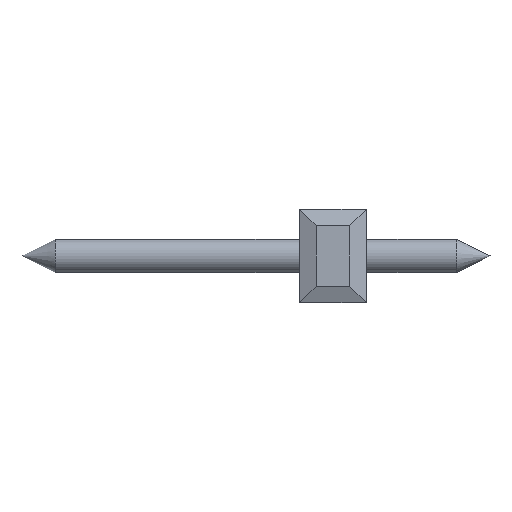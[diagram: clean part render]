
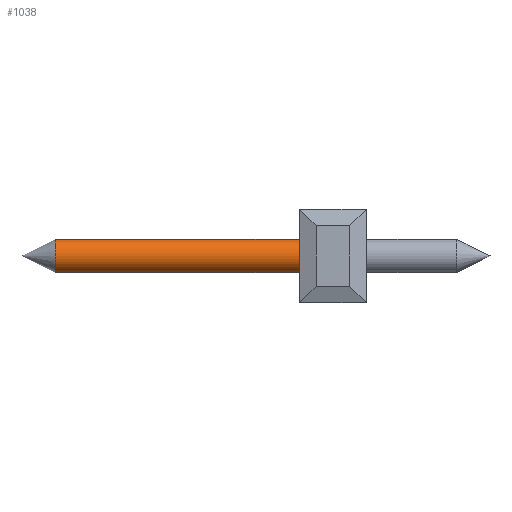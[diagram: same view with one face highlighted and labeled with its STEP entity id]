
A CAD part, left-side view. The second image highlights one B-rep face of the part: STEP entity #1038.
In plain terms, the highlighted cylindrical face has radius 0.5 mm (diameter 1 mm), a full revolution.
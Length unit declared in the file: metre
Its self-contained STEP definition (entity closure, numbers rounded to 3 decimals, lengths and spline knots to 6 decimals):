
#1038=ADVANCED_FACE('',(#2133,#2134),#2135,.T.);
#2133=FACE_OUTER_BOUND('',#3232,.T.);
#2134=FACE_OUTER_BOUND('',#3233,.T.);
#2135=CYLINDRICAL_SURFACE('',#3234,0.0005);
#3232=EDGE_LOOP('',(#6121));
#3233=EDGE_LOOP('',(#6122));
#3234=AXIS2_PLACEMENT_3D('',#6123,#6124,#6125);
#6121=ORIENTED_EDGE('',*,*,#6624,.F.);
#6122=ORIENTED_EDGE('',*,*,#7050,.T.);
#6123=CARTESIAN_POINT('',(0.175185,0.131078,0.0613));
#6124=DIRECTION('',(0.,-1.0,0.0));
#6125=DIRECTION('',(1.0,0.,0.0));
#6624=EDGE_CURVE('',#7976,#7976,#7977,.F.);
#7050=EDGE_CURVE('',#8604,#8604,#8605,.F.);
#7976=VERTEX_POINT('',#9851);
#7977=CIRCLE('',#9852,0.0005);
#8604=VERTEX_POINT('',#10794);
#8605=CIRCLE('',#10795,0.0005);
#9851=CARTESIAN_POINT('',(0.174685,0.122578,0.0613));
#9852=AXIS2_PLACEMENT_3D('',#11521,#11522,#11523);
#10794=CARTESIAN_POINT('',(0.174685,0.130078,0.0613));
#10795=AXIS2_PLACEMENT_3D('',#11845,#11846,#11847);
#11521=CARTESIAN_POINT('',(0.175185,0.122578,0.0613));
#11522=DIRECTION('',(0.,1.0,0.));
#11523=DIRECTION('',(-1.0,0.,0.));
#11845=CARTESIAN_POINT('',(0.175185,0.130078,0.0613));
#11846=DIRECTION('',(0.,1.0,-0.0));
#11847=DIRECTION('',(-1.0,0.,0.0));
